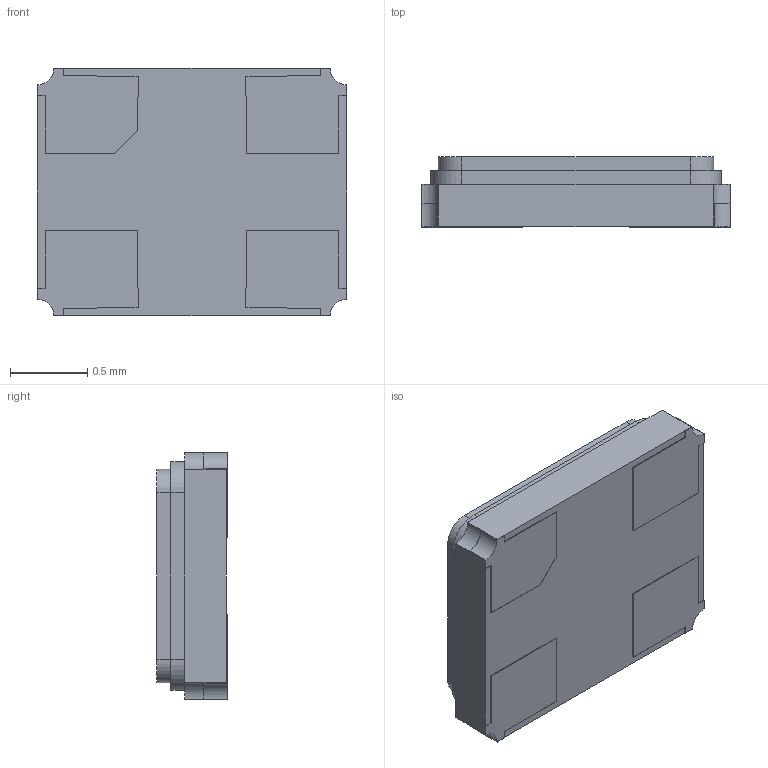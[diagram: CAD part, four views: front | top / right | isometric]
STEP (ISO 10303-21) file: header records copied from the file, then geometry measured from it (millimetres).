
FILE_DESCRIPTION(('CAx-IF Rec.Pracs.---Model Styling and Organization---1.5---2016-08-15','CAx-IF Rec.Pracs.---Geometric and Assembly Validation Properties---4.4---2016-08-17','CAx-IF Rec.Pracs.---User Defined Attributes---1.5---2016-08-15','CAx-IF Rec.Pracs.---External References---2.1---2005-01-19'),'2;1');
FILE_NAME('1015721.step','2023-10-04T16:20:57',('Unspecified'),('Unspecified'),'CAD Exchanger 3.10.2 (cadexchanger.com)','Unspecified','');
FILE_SCHEMA(('AUTOMOTIVE_DESIGN { 1 0 10303 214 1 1 1 1 }'));
Length unit declared in the file: millimetre
Products named in the file (1): NX2016SA-32M-EXS00A-CS06465
Bounding box: 2 x 0.46 x 1.6 mm (x, y, z)
Volume: 1.3 mm3; surface area: 14.9 mm2
Topology: 2 solids, 2 shells, 90 faces, 235 edges, 150 vertices
Faces by surface type: plane 70, cylinder 20
Entity records: 3464 total; most frequent: CARTESIAN_POINT 476, ORIENTED_EDGE 470, DIRECTION 457, EDGE_CURVE 235, LINE 195, VECTOR 195, VERTEX_POINT 150, AXIS2_PLACEMENT_3D 131
